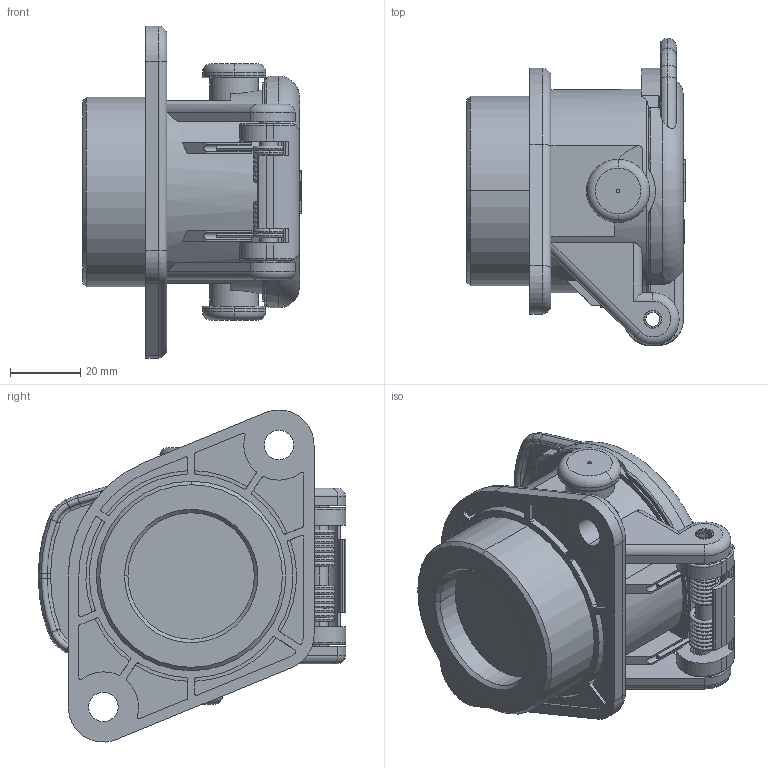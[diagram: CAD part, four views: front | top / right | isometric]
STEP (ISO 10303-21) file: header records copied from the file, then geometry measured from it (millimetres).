
FILE_DESCRIPTION((''),'2;1');
FILE_NAME('141001_SW0001','2012-03-13T',('tesi'),(''),'PRO/ENGINEER BY PARAMETRIC TECHNOLOGY CORPORATION, 2006200','PRO/ENGINEER BY PARAMETRIC TECHNOLOGY CORPORATION, 2006200','');
FILE_SCHEMA(('CONFIG_CONTROL_DESIGN'));
Length unit declared in the file: millimetre
Products named in the file (1): 141001_SW0001
Bounding box: 62.25 x 87.52 x 94.56 mm (x, y, z)
Volume: 174642.3 mm3; surface area: 45072.6 mm2
Topology: 16 solids, 17 shells, 675 faces, 1777 edges, 1128 vertices
Faces by surface type: plane 291, cylinder 226, torus 132, cone 23, sphere 2, bspline 1
Entity records: 21961 total; most frequent: CARTESIAN_POINT 4766, DIRECTION 3755, ORIENTED_EDGE 3546, EDGE_CURVE 1773, AXIS2_PLACEMENT_3D 1412, VERTEX_POINT 1128, VECTOR 931, LINE 931
